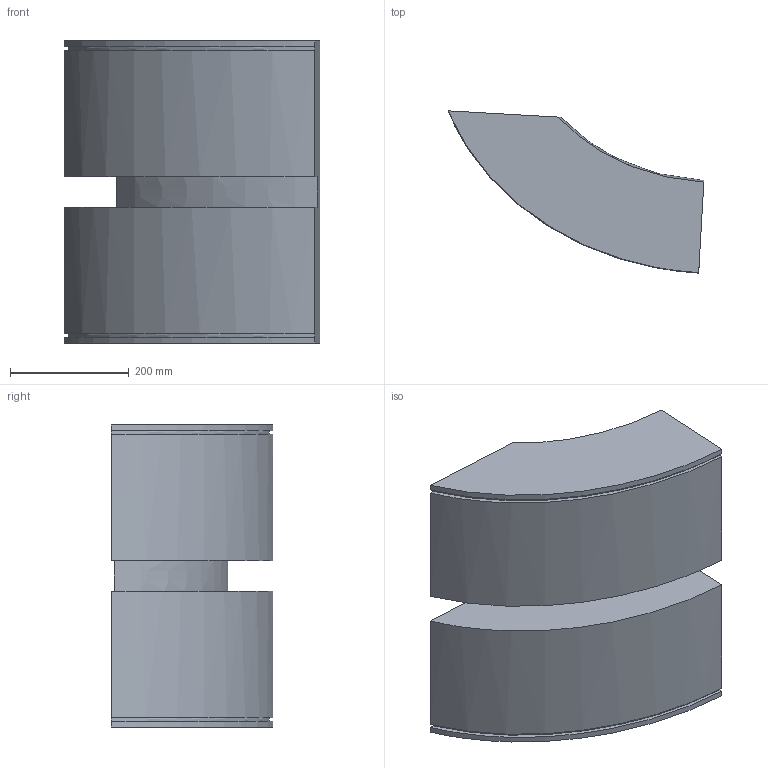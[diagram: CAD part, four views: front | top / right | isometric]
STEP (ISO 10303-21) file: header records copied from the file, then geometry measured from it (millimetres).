
FILE_DESCRIPTION(/* description */ (''),/* implementation_level */ '2;1');
FILE_NAME(/* name */ 'Swoop mid - 4.step',/* time_stamp */ '2022-09-28T16:46:20-05:00',/* author */ (''),/* organization */ (''),/* preprocessor_version */ 'ST-DEVELOPER v19',/* originating_system */ 'Autodesk Translation Framework v11.7.0.108',/* authorisation */ '');
FILE_SCHEMA (('AUTOMOTIVE_DESIGN { 1 0 10303 214 3 1 1 }'));
Length unit declared in the file: inch
Products named in the file (1): Swoop mid - 4
Bounding box: 430.01 x 271.87 x 508 mm (x, y, z)
Volume: 29592761.8 mm3; surface area: 772158.2 mm2
Topology: 1 solids, 1 shells, 19 faces, 51 edges, 34 vertices
Faces by surface type: plane 10, bspline 9
Entity records: 1099 total; most frequent: CARTESIAN_POINT 657, ORIENTED_EDGE 102, EDGE_CURVE 51, DIRECTION 51, VERTEX_POINT 34, LINE 25, VECTOR 25, B_SPLINE_CURVE_WITH_KNOTS 24
